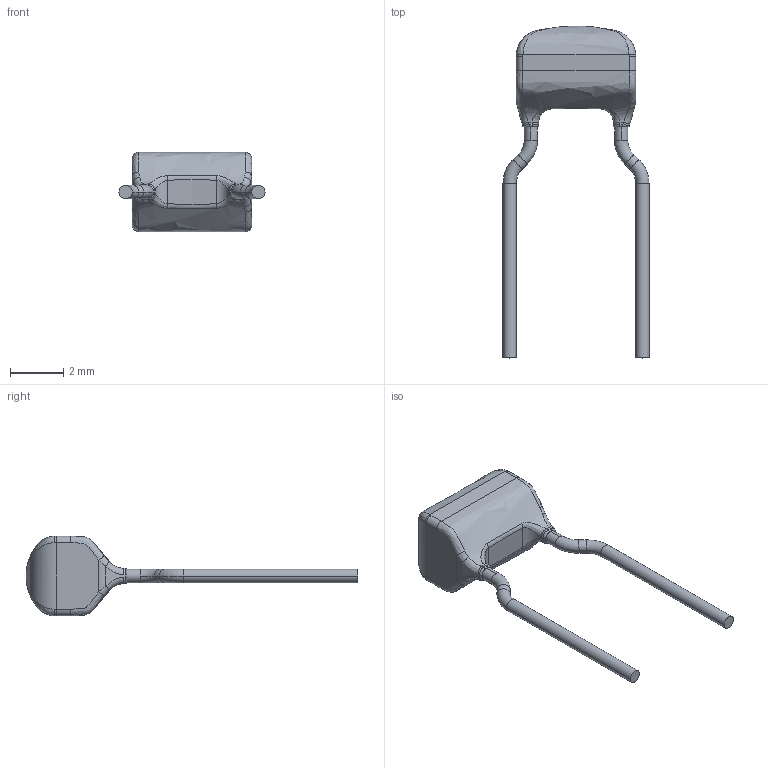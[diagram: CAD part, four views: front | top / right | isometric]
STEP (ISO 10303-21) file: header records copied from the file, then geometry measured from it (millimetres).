
FILE_DESCRIPTION (( 'STEP AP214' ), '1' );
FILE_NAME ('FA24C0G2W332JNU00.STEP', '2022-09-07T10:12:00', ( '' ), ( '' ), 'SwSTEP 2.0', 'SolidWorks 2018', '' );
FILE_SCHEMA (( 'AUTOMOTIVE_DESIGN' ));
Length unit declared in the file: millimetre
Products named in the file (1): FA24C0G2W332JNU00
Bounding box: 5.5 x 12.5 x 3 mm (x, y, z)
Volume: 38.2 mm3; surface area: 88.7 mm2
Topology: 3 solids, 3 shells, 116 faces, 260 edges, 146 vertices
Faces by surface type: cylinder 44, bspline 38, plane 18, torus 16
Entity records: 5432 total; most frequent: CARTESIAN_POINT 1775, ORIENTED_EDGE 512, DIRECTION 458, EDGE_CURVE 256, AXIS2_PLACEMENT_3D 191, VERTEX_POINT 146, UNCERTAINTY_MEASURE_WITH_UNIT 121, SURFACE_SIDE_STYLE 120
